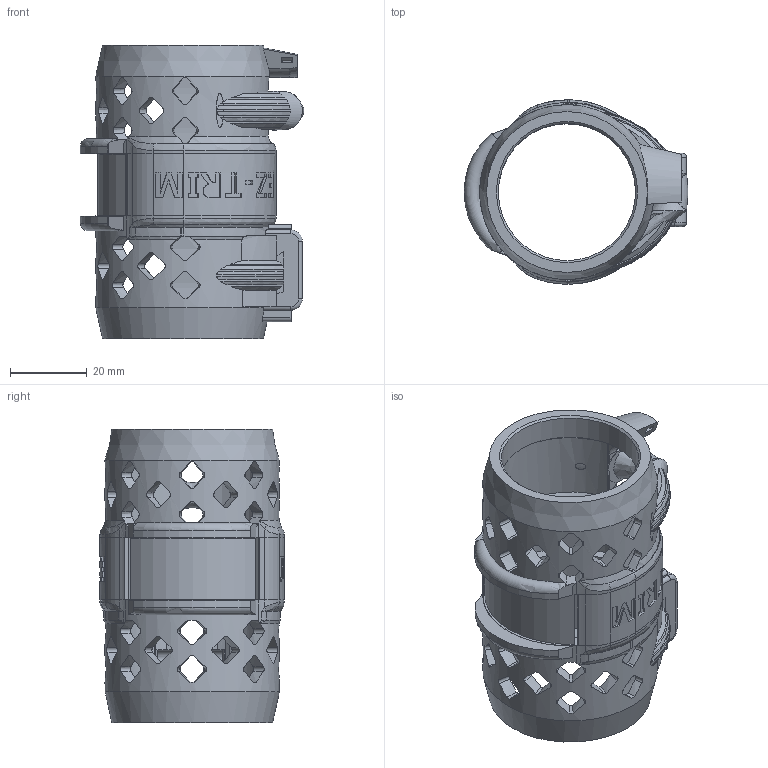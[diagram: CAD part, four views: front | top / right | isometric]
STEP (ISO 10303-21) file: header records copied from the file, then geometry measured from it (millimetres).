
FILE_DESCRIPTION(/* description */ (''),/* implementation_level */ '2;1');
FILE_NAME(/* name */ 'Bague EZ-TRIM gen 3 version AT v17.step',/* time_stamp */ '2021-10-21T06:25:18+02:00',/* author */ (''),/* organization */ (''),/* preprocessor_version */ 'ST-DEVELOPER v18.1',/* originating_system */ 'Autodesk Translation Framework v10.10.0.1391',/* authorisation */ '');
FILE_SCHEMA (('AUTOMOTIVE_DESIGN { 1 0 10303 214 3 1 1 }'));
Products named in the file (3): Bague EZ-TRIM gen 3 version AT; aere Bas; aere Haut
Assembly tree (2 placements, depth 2):
  Bague EZ-TRIM gen 3 version AT
    aere Bas
    aere Haut
Bounding box: 58.29 x 48.03 x 76.46 mm (x, y, z)
Volume: 35570.6 mm3; surface area: 28580.6 mm2
Topology: 4 solids, 11 shells, 985 faces, 2763 edges, 1807 vertices
Faces by surface type: bspline 424, plane 415, cylinder 127, cone 11, torus 8
Full cylindrical faces by diameter (mm): 1.6 x2, 35.789 x2, 37.811 x2, 39.934 x1
Entity records: 48339 total; most frequent: CARTESIAN_POINT 25590, ORIENTED_EDGE 5516, DIRECTION 3614, EDGE_CURVE 2758, VERTEX_POINT 1807, AXIS2_PLACEMENT_3D 1324, EDGE_LOOP 1059, B_SPLINE_CURVE_WITH_KNOTS 1018
